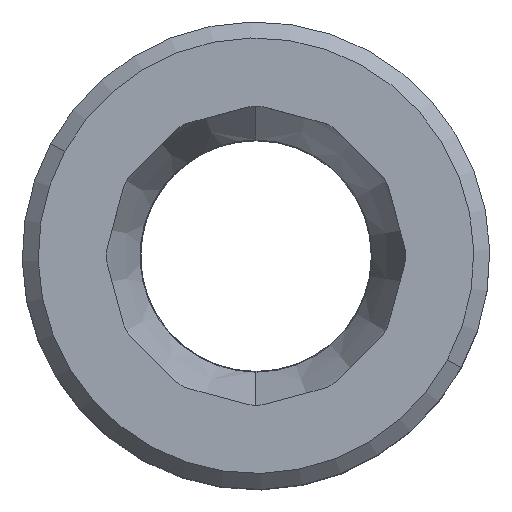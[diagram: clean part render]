
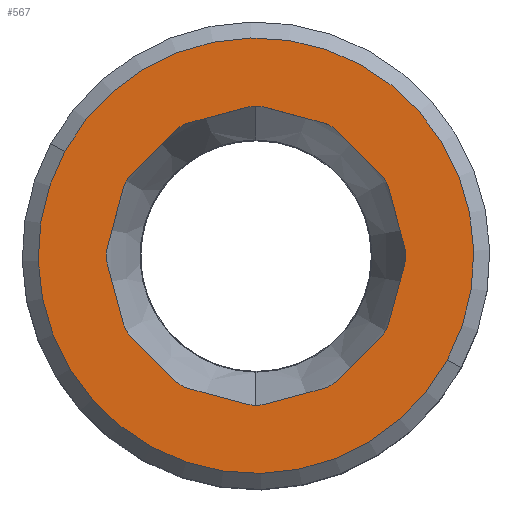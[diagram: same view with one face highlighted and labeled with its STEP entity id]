
A CAD part, top view. The second image highlights one B-rep face of the part: STEP entity #567.
In plain terms, the highlighted planar face has unit normal (0, 0, 1).
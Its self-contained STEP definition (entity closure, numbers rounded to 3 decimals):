
#327=AXIS2_PLACEMENT_3D('Circle Axis2P3D',#325,#326,$) ;
#351=AXIS2_PLACEMENT_3D('Circle Axis2P3D',#349,#350,$) ;
#364=AXIS2_PLACEMENT_3D('Plane Axis2P3D',#361,#362,#363) ;
#372=AXIS2_PLACEMENT_3D('Circle Axis2P3D',#370,#371,$) ;
#388=AXIS2_PLACEMENT_3D('Circle Axis2P3D',#386,#387,$) ;
#402=AXIS2_PLACEMENT_3D('Circle Axis2P3D',#400,#401,$) ;
#416=AXIS2_PLACEMENT_3D('Circle Axis2P3D',#414,#415,$) ;
#430=AXIS2_PLACEMENT_3D('Circle Axis2P3D',#428,#429,$) ;
#444=AXIS2_PLACEMENT_3D('Circle Axis2P3D',#442,#443,$) ;
#458=AXIS2_PLACEMENT_3D('Circle Axis2P3D',#456,#457,$) ;
#472=AXIS2_PLACEMENT_3D('Circle Axis2P3D',#470,#471,$) ;
#486=AXIS2_PLACEMENT_3D('Circle Axis2P3D',#484,#485,$) ;
#500=AXIS2_PLACEMENT_3D('Circle Axis2P3D',#498,#499,$) ;
#514=AXIS2_PLACEMENT_3D('Circle Axis2P3D',#512,#513,$) ;
#322=CARTESIAN_POINT('Vertex',(1.332,10.56,23.5)) ;
#325=CARTESIAN_POINT('Axis2P3D Location',(7.3,7.3,23.5)) ;
#329=CARTESIAN_POINT('Vertex',(13.268,4.04,23.5)) ;
#349=CARTESIAN_POINT('Axis2P3D Location',(7.3,7.3,23.5)) ;
#361=CARTESIAN_POINT('Axis2P3D Location',(7.3,7.3,23.5)) ;
#370=CARTESIAN_POINT('Axis2P3D Location',(10.483,9.138,23.5)) ;
#374=CARTESIAN_POINT('Vertex',(11.449,9.396,23.5)) ;
#376=CARTESIAN_POINT('Vertex',(11.19,9.845,23.5)) ;
#379=CARTESIAN_POINT('Line Origine',(11.695,8.478,23.5)) ;
#383=CARTESIAN_POINT('Vertex',(11.941,7.559,23.5)) ;
#386=CARTESIAN_POINT('Axis2P3D Location',(10.975,7.3,23.5)) ;
#390=CARTESIAN_POINT('Vertex',(11.941,7.041,23.5)) ;
#393=CARTESIAN_POINT('Line Origine',(11.695,6.122,23.5)) ;
#397=CARTESIAN_POINT('Vertex',(11.449,5.204,23.5)) ;
#400=CARTESIAN_POINT('Axis2P3D Location',(10.483,5.462,23.5)) ;
#404=CARTESIAN_POINT('Vertex',(11.19,4.755,23.5)) ;
#407=CARTESIAN_POINT('Line Origine',(10.517,4.083,23.5)) ;
#411=CARTESIAN_POINT('Vertex',(9.845,3.41,23.5)) ;
#414=CARTESIAN_POINT('Axis2P3D Location',(9.138,4.117,23.5)) ;
#418=CARTESIAN_POINT('Vertex',(9.396,3.151,23.5)) ;
#421=CARTESIAN_POINT('Line Origine',(8.478,2.905,23.5)) ;
#425=CARTESIAN_POINT('Vertex',(7.559,2.659,23.5)) ;
#428=CARTESIAN_POINT('Axis2P3D Location',(7.3,3.625,23.5)) ;
#432=CARTESIAN_POINT('Vertex',(7.041,2.659,23.5)) ;
#435=CARTESIAN_POINT('Line Origine',(6.122,2.905,23.5)) ;
#439=CARTESIAN_POINT('Vertex',(5.204,3.151,23.5)) ;
#442=CARTESIAN_POINT('Axis2P3D Location',(5.462,4.117,23.5)) ;
#446=CARTESIAN_POINT('Vertex',(4.755,3.41,23.5)) ;
#449=CARTESIAN_POINT('Line Origine',(4.083,4.083,23.5)) ;
#453=CARTESIAN_POINT('Vertex',(3.41,4.755,23.5)) ;
#456=CARTESIAN_POINT('Axis2P3D Location',(4.117,5.462,23.5)) ;
#460=CARTESIAN_POINT('Vertex',(3.151,5.204,23.5)) ;
#463=CARTESIAN_POINT('Line Origine',(2.905,6.122,23.5)) ;
#467=CARTESIAN_POINT('Vertex',(2.659,7.041,23.5)) ;
#470=CARTESIAN_POINT('Axis2P3D Location',(3.625,7.3,23.5)) ;
#474=CARTESIAN_POINT('Vertex',(2.659,7.559,23.5)) ;
#477=CARTESIAN_POINT('Line Origine',(2.905,8.478,23.5)) ;
#481=CARTESIAN_POINT('Vertex',(3.151,9.396,23.5)) ;
#484=CARTESIAN_POINT('Axis2P3D Location',(4.117,9.138,23.5)) ;
#488=CARTESIAN_POINT('Vertex',(3.41,9.845,23.5)) ;
#491=CARTESIAN_POINT('Line Origine',(4.083,10.517,23.5)) ;
#495=CARTESIAN_POINT('Vertex',(4.755,11.19,23.5)) ;
#498=CARTESIAN_POINT('Axis2P3D Location',(5.462,10.483,23.5)) ;
#502=CARTESIAN_POINT('Vertex',(5.204,11.449,23.5)) ;
#505=CARTESIAN_POINT('Line Origine',(6.122,11.695,23.5)) ;
#509=CARTESIAN_POINT('Vertex',(7.041,11.941,23.5)) ;
#512=CARTESIAN_POINT('Axis2P3D Location',(7.3,10.975,23.5)) ;
#516=CARTESIAN_POINT('Vertex',(7.559,11.941,23.5)) ;
#519=CARTESIAN_POINT('Line Origine',(8.478,11.695,23.5)) ;
#523=CARTESIAN_POINT('Vertex',(9.396,11.449,23.5)) ;
#527=CARTESIAN_POINT('Control Point',(9.845,11.19,23.5)) ;
#528=CARTESIAN_POINT('Control Point',(9.771,11.264,23.5)) ;
#529=CARTESIAN_POINT('Control Point',(9.687,11.328,23.5)) ;
#530=CARTESIAN_POINT('Control Point',(9.595,11.381,23.5)) ;
#531=CARTESIAN_POINT('Control Point',(9.498,11.422,23.5)) ;
#532=CARTESIAN_POINT('Control Point',(9.396,11.449,23.5)) ;
#533=CARTESIAN_POINT('Vertex',(9.845,11.19,23.5)) ;
#536=CARTESIAN_POINT('Line Origine',(10.517,10.517,23.5)) ;
#326=DIRECTION('Axis2P3D Direction',(0.,0.,-1.)) ;
#350=DIRECTION('Axis2P3D Direction',(0.,0.,-1.)) ;
#362=DIRECTION('Axis2P3D Direction',(0.,0.,-1.)) ;
#363=DIRECTION('Axis2P3D XDirection',(1.,0.,0.)) ;
#371=DIRECTION('Axis2P3D Direction',(0.,0.,-1.)) ;
#380=DIRECTION('Vector Direction',(0.259,-0.966,0.)) ;
#387=DIRECTION('Axis2P3D Direction',(0.,0.,-1.)) ;
#394=DIRECTION('Vector Direction',(-0.259,-0.966,0.)) ;
#401=DIRECTION('Axis2P3D Direction',(0.,0.,-1.)) ;
#408=DIRECTION('Vector Direction',(-0.707,-0.707,0.)) ;
#415=DIRECTION('Axis2P3D Direction',(0.,0.,-1.)) ;
#422=DIRECTION('Vector Direction',(-0.966,-0.259,0.)) ;
#429=DIRECTION('Axis2P3D Direction',(0.,0.,-1.)) ;
#436=DIRECTION('Vector Direction',(-0.966,0.259,0.)) ;
#443=DIRECTION('Axis2P3D Direction',(0.,0.,-1.)) ;
#450=DIRECTION('Vector Direction',(-0.707,0.707,0.)) ;
#457=DIRECTION('Axis2P3D Direction',(0.,0.,-1.)) ;
#464=DIRECTION('Vector Direction',(-0.259,0.966,0.)) ;
#471=DIRECTION('Axis2P3D Direction',(0.,0.,-1.)) ;
#478=DIRECTION('Vector Direction',(0.259,0.966,0.)) ;
#485=DIRECTION('Axis2P3D Direction',(0.,0.,-1.)) ;
#492=DIRECTION('Vector Direction',(0.707,0.707,0.)) ;
#499=DIRECTION('Axis2P3D Direction',(0.,0.,-1.)) ;
#506=DIRECTION('Vector Direction',(0.966,0.259,0.)) ;
#513=DIRECTION('Axis2P3D Direction',(0.,0.,-1.)) ;
#520=DIRECTION('Vector Direction',(0.966,-0.259,0.)) ;
#537=DIRECTION('Vector Direction',(0.707,-0.707,0.)) ;
#381=VECTOR('Line Direction',#380,1.) ;
#395=VECTOR('Line Direction',#394,1.) ;
#409=VECTOR('Line Direction',#408,1.) ;
#423=VECTOR('Line Direction',#422,1.) ;
#437=VECTOR('Line Direction',#436,1.) ;
#451=VECTOR('Line Direction',#450,1.) ;
#465=VECTOR('Line Direction',#464,1.) ;
#479=VECTOR('Line Direction',#478,1.) ;
#493=VECTOR('Line Direction',#492,1.) ;
#507=VECTOR('Line Direction',#506,1.) ;
#521=VECTOR('Line Direction',#520,1.) ;
#538=VECTOR('Line Direction',#537,1.) ;
#367=ORIENTED_EDGE('',*,*,#331,.F.) ;
#368=ORIENTED_EDGE('',*,*,#353,.F.) ;
#542=ORIENTED_EDGE('',*,*,#378,.F.) ;
#543=ORIENTED_EDGE('',*,*,#385,.F.) ;
#544=ORIENTED_EDGE('',*,*,#392,.F.) ;
#545=ORIENTED_EDGE('',*,*,#399,.F.) ;
#546=ORIENTED_EDGE('',*,*,#406,.F.) ;
#547=ORIENTED_EDGE('',*,*,#413,.F.) ;
#548=ORIENTED_EDGE('',*,*,#420,.F.) ;
#549=ORIENTED_EDGE('',*,*,#427,.F.) ;
#550=ORIENTED_EDGE('',*,*,#434,.F.) ;
#551=ORIENTED_EDGE('',*,*,#441,.F.) ;
#552=ORIENTED_EDGE('',*,*,#448,.F.) ;
#553=ORIENTED_EDGE('',*,*,#455,.F.) ;
#554=ORIENTED_EDGE('',*,*,#462,.F.) ;
#555=ORIENTED_EDGE('',*,*,#469,.F.) ;
#556=ORIENTED_EDGE('',*,*,#476,.F.) ;
#557=ORIENTED_EDGE('',*,*,#483,.F.) ;
#558=ORIENTED_EDGE('',*,*,#490,.F.) ;
#559=ORIENTED_EDGE('',*,*,#497,.F.) ;
#560=ORIENTED_EDGE('',*,*,#504,.F.) ;
#561=ORIENTED_EDGE('',*,*,#511,.F.) ;
#562=ORIENTED_EDGE('',*,*,#518,.F.) ;
#563=ORIENTED_EDGE('',*,*,#525,.F.) ;
#564=ORIENTED_EDGE('',*,*,#535,.F.) ;
#565=ORIENTED_EDGE('',*,*,#540,.F.) ;
#566=FACE_BOUND('',#541,.T.) ;
#567=ADVANCED_FACE('Hauptk\X2\00F6\X0\rper',(#369,#566),#365,.F.) ;
#526=B_SPLINE_CURVE_WITH_KNOTS('',5,(#527,#528,#529,#530,#531,#532),.UNSPECIFIED.,.F.,.U.,(6,6),(0.,0.74),.UNSPECIFIED.) ;
#328=CIRCLE('generated circle',#327,6.8) ;
#352=CIRCLE('generated circle',#351,6.8) ;
#373=CIRCLE('generated circle',#372,1.) ;
#389=CIRCLE('generated circle',#388,1.) ;
#403=CIRCLE('generated circle',#402,1.) ;
#417=CIRCLE('generated circle',#416,1.) ;
#431=CIRCLE('generated circle',#430,1.) ;
#445=CIRCLE('generated circle',#444,1.) ;
#459=CIRCLE('generated circle',#458,1.) ;
#473=CIRCLE('generated circle',#472,1.) ;
#487=CIRCLE('generated circle',#486,1.) ;
#501=CIRCLE('generated circle',#500,1.) ;
#515=CIRCLE('generated circle',#514,1.) ;
#331=EDGE_CURVE('',#323,#330,#328,.T.) ;
#353=EDGE_CURVE('',#330,#323,#352,.T.) ;
#378=EDGE_CURVE('',#375,#377,#373,.F.) ;
#385=EDGE_CURVE('',#384,#375,#382,.F.) ;
#392=EDGE_CURVE('',#391,#384,#389,.F.) ;
#399=EDGE_CURVE('',#398,#391,#396,.F.) ;
#406=EDGE_CURVE('',#405,#398,#403,.F.) ;
#413=EDGE_CURVE('',#412,#405,#410,.F.) ;
#420=EDGE_CURVE('',#419,#412,#417,.F.) ;
#427=EDGE_CURVE('',#426,#419,#424,.F.) ;
#434=EDGE_CURVE('',#433,#426,#431,.F.) ;
#441=EDGE_CURVE('',#440,#433,#438,.F.) ;
#448=EDGE_CURVE('',#447,#440,#445,.F.) ;
#455=EDGE_CURVE('',#454,#447,#452,.F.) ;
#462=EDGE_CURVE('',#461,#454,#459,.F.) ;
#469=EDGE_CURVE('',#468,#461,#466,.F.) ;
#476=EDGE_CURVE('',#475,#468,#473,.F.) ;
#483=EDGE_CURVE('',#482,#475,#480,.F.) ;
#490=EDGE_CURVE('',#489,#482,#487,.F.) ;
#497=EDGE_CURVE('',#496,#489,#494,.F.) ;
#504=EDGE_CURVE('',#503,#496,#501,.F.) ;
#511=EDGE_CURVE('',#510,#503,#508,.F.) ;
#518=EDGE_CURVE('',#517,#510,#515,.F.) ;
#525=EDGE_CURVE('',#524,#517,#522,.F.) ;
#535=EDGE_CURVE('',#534,#524,#526,.T.) ;
#540=EDGE_CURVE('',#377,#534,#539,.F.) ;
#366=EDGE_LOOP('',(#367,#368)) ;
#541=EDGE_LOOP('',(#542,#543,#544,#545,#546,#547,#548,#549,#550,#551,#552,#553,#554,#555,#556,#557,#558,#559,#560,#561,#562,#563,#564,#565)) ;
#369=FACE_OUTER_BOUND('',#366,.T.) ;
#382=LINE('Line',#379,#381) ;
#396=LINE('Line',#393,#395) ;
#410=LINE('Line',#407,#409) ;
#424=LINE('Line',#421,#423) ;
#438=LINE('Line',#435,#437) ;
#452=LINE('Line',#449,#451) ;
#466=LINE('Line',#463,#465) ;
#480=LINE('Line',#477,#479) ;
#494=LINE('Line',#491,#493) ;
#508=LINE('Line',#505,#507) ;
#522=LINE('Line',#519,#521) ;
#539=LINE('Line',#536,#538) ;
#365=PLANE('',#364) ;
#323=VERTEX_POINT('',#322) ;
#330=VERTEX_POINT('',#329) ;
#375=VERTEX_POINT('',#374) ;
#377=VERTEX_POINT('',#376) ;
#384=VERTEX_POINT('',#383) ;
#391=VERTEX_POINT('',#390) ;
#398=VERTEX_POINT('',#397) ;
#405=VERTEX_POINT('',#404) ;
#412=VERTEX_POINT('',#411) ;
#419=VERTEX_POINT('',#418) ;
#426=VERTEX_POINT('',#425) ;
#433=VERTEX_POINT('',#432) ;
#440=VERTEX_POINT('',#439) ;
#447=VERTEX_POINT('',#446) ;
#454=VERTEX_POINT('',#453) ;
#461=VERTEX_POINT('',#460) ;
#468=VERTEX_POINT('',#467) ;
#475=VERTEX_POINT('',#474) ;
#482=VERTEX_POINT('',#481) ;
#489=VERTEX_POINT('',#488) ;
#496=VERTEX_POINT('',#495) ;
#503=VERTEX_POINT('',#502) ;
#510=VERTEX_POINT('',#509) ;
#517=VERTEX_POINT('',#516) ;
#524=VERTEX_POINT('',#523) ;
#534=VERTEX_POINT('',#533) ;
